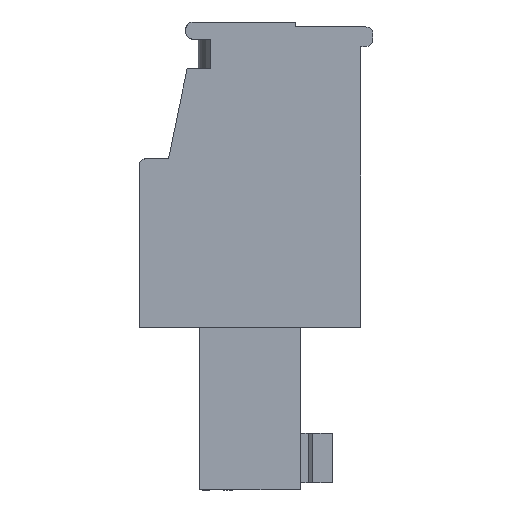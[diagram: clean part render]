
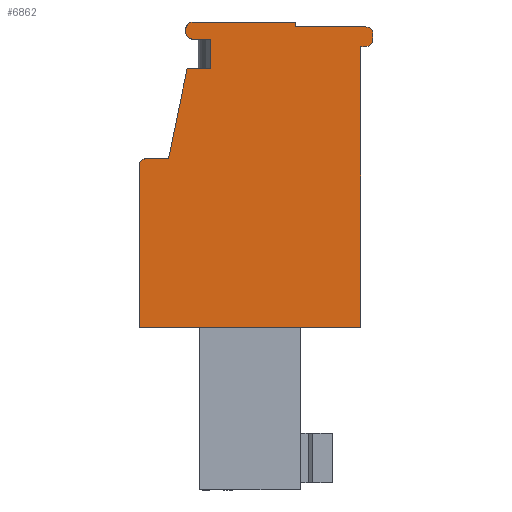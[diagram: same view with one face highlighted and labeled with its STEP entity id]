
A CAD part, front view. The second image highlights one B-rep face of the part: STEP entity #6862.
In plain terms, the highlighted planar face has unit normal (0, -1, 0).
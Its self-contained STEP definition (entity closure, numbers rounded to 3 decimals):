
#4112=CARTESIAN_POINT('',(4.5,-25.16,10.5));
#4113=VERTEX_POINT('',#4112);
#4120=CARTESIAN_POINT('',(4.5,-25.16,-0.9));
#4121=VERTEX_POINT('',#4120);
#4122=CARTESIAN_POINT('',(4.5,-25.16,10.5));
#4123=DIRECTION('',(0.,0.,-1.));
#4124=VECTOR('',#4123,11.4);
#4125=LINE('',#4122,#4124);
#4126=EDGE_CURVE('',#4113,#4121,#4125,.T.);
#6134=CARTESIAN_POINT('',(4.7,-25.16,10.5));
#6135=VERTEX_POINT('',#6134);
#6142=CARTESIAN_POINT('',(4.7,-25.16,10.5));
#6143=DIRECTION('',(-1.,0.,0.));
#6144=VECTOR('',#6143,0.2);
#6145=LINE('',#6142,#6144);
#6146=EDGE_CURVE('',#6135,#4113,#6145,.T.);
#6709=CARTESIAN_POINT('',(0.225,-25.16,5.3));
#6710=DIRECTION('',(1.,0.,0.));
#6711=DIRECTION('',(0.,-1.,0.));
#6712=AXIS2_PLACEMENT_3D('',#6709,#6711,#6710);
#6713=PLANE('',#6712);
#6714=ORIENTED_EDGE('',*,*,#6146,.F.);
#6715=CARTESIAN_POINT('',(5.,-25.16,10.8));
#6716=VERTEX_POINT('',#6715);
#6717=CARTESIAN_POINT('',(4.7,-25.16,10.8));
#6718=DIRECTION('',(0.,0.,-1.));
#6719=DIRECTION('',(0.,-1.,0.));
#6720=AXIS2_PLACEMENT_3D('',#6717,#6719,#6718);
#6721=CIRCLE('',#6720,0.3);
#6722=EDGE_CURVE('',#6135,#6716,#6721,.T.);
#6723=ORIENTED_EDGE('',*,*,#6722,.T.);
#6724=CARTESIAN_POINT('',(5.,-25.16,11.));
#6725=VERTEX_POINT('',#6724);
#6726=CARTESIAN_POINT('',(5.,-25.16,10.8));
#6727=DIRECTION('',(0.,0.,1.));
#6728=VECTOR('',#6727,0.2);
#6729=LINE('',#6726,#6728);
#6730=EDGE_CURVE('',#6716,#6725,#6729,.T.);
#6731=ORIENTED_EDGE('',*,*,#6730,.T.);
#6732=CARTESIAN_POINT('',(4.7,-25.16,11.3));
#6733=VERTEX_POINT('',#6732);
#6734=CARTESIAN_POINT('',(4.7,-25.16,11.));
#6735=DIRECTION('',(1.,0.,0.));
#6736=DIRECTION('',(0.,-1.,0.));
#6737=AXIS2_PLACEMENT_3D('',#6734,#6736,#6735);
#6738=CIRCLE('',#6737,0.3);
#6739=EDGE_CURVE('',#6725,#6733,#6738,.T.);
#6740=ORIENTED_EDGE('',*,*,#6739,.T.);
#6741=CARTESIAN_POINT('',(1.85,-25.16,11.3));
#6742=VERTEX_POINT('',#6741);
#6743=CARTESIAN_POINT('',(4.7,-25.16,11.3));
#6744=DIRECTION('',(-1.,0.,0.));
#6745=VECTOR('',#6744,2.85);
#6746=LINE('',#6743,#6745);
#6747=EDGE_CURVE('',#6733,#6742,#6746,.T.);
#6748=ORIENTED_EDGE('',*,*,#6747,.T.);
#6749=CARTESIAN_POINT('',(1.85,-25.16,11.5));
#6750=VERTEX_POINT('',#6749);
#6751=CARTESIAN_POINT('',(1.85,-25.16,11.3));
#6752=DIRECTION('',(0.,0.,1.));
#6753=VECTOR('',#6752,0.2);
#6754=LINE('',#6751,#6753);
#6755=EDGE_CURVE('',#6742,#6750,#6754,.T.);
#6756=ORIENTED_EDGE('',*,*,#6755,.T.);
#6757=CARTESIAN_POINT('',(-2.3,-25.16,11.5));
#6758=VERTEX_POINT('',#6757);
#6759=CARTESIAN_POINT('',(1.85,-25.16,11.5));
#6760=DIRECTION('',(-1.,0.,0.));
#6761=VECTOR('',#6760,4.15);
#6762=LINE('',#6759,#6761);
#6763=EDGE_CURVE('',#6750,#6758,#6762,.T.);
#6764=ORIENTED_EDGE('',*,*,#6763,.T.);
#6765=CARTESIAN_POINT('',(-2.6,-25.16,11.2));
#6766=VERTEX_POINT('',#6765);
#6767=CARTESIAN_POINT('',(-2.3,-25.16,11.5));
#6768=CARTESIAN_POINT('',(-2.6,-25.16,11.5));
#6769=CARTESIAN_POINT('',(-2.6,-25.16,11.2));
#6770=(BOUNDED_CURVE()B_SPLINE_CURVE(2,(#6767,#6768,#6769),.UNSPECIFIED.,.F.,.U.)B_SPLINE_CURVE_WITH_KNOTS((3,3),(0.,1.),.UNSPECIFIED.)CURVE()GEOMETRIC_REPRESENTATION_ITEM()RATIONAL_B_SPLINE_CURVE((1.,0.707,1.))REPRESENTATION_ITEM(''));
#6771=EDGE_CURVE('',#6758,#6766,#6770,.T.);
#6772=ORIENTED_EDGE('',*,*,#6771,.T.);
#6773=CARTESIAN_POINT('',(-2.6,-25.16,11.1));
#6774=VERTEX_POINT('',#6773);
#6775=CARTESIAN_POINT('',(-2.6,-25.16,11.2));
#6776=DIRECTION('',(0.,0.,-1.));
#6777=VECTOR('',#6776,0.1);
#6778=LINE('',#6775,#6777);
#6779=EDGE_CURVE('',#6766,#6774,#6778,.T.);
#6780=ORIENTED_EDGE('',*,*,#6779,.T.);
#6781=CARTESIAN_POINT('',(-2.36,-25.16,10.806));
#6782=VERTEX_POINT('',#6781);
#6783=CARTESIAN_POINT('',(-2.6,-25.16,11.1));
#6784=CARTESIAN_POINT('',(-2.6,-25.16,10.855));
#6785=CARTESIAN_POINT('',(-2.36,-25.16,10.806));
#6786=(BOUNDED_CURVE()B_SPLINE_CURVE(2,(#6783,#6784,#6785),.UNSPECIFIED.,.F.,.U.)B_SPLINE_CURVE_WITH_KNOTS((3,3),(0.,1.),.UNSPECIFIED.)CURVE()GEOMETRIC_REPRESENTATION_ITEM()RATIONAL_B_SPLINE_CURVE((0.93,0.748,1.))REPRESENTATION_ITEM(''));
#6787=EDGE_CURVE('',#6774,#6782,#6786,.T.);
#6788=ORIENTED_EDGE('',*,*,#6787,.T.);
#6789=CARTESIAN_POINT('',(-2.332,-25.16,10.8));
#6790=VERTEX_POINT('',#6789);
#6791=CARTESIAN_POINT('',(-2.36,-25.16,10.806));
#6792=DIRECTION('',(0.979,0.,-0.202));
#6793=VECTOR('',#6792,0.028);
#6794=LINE('',#6791,#6793);
#6795=EDGE_CURVE('',#6782,#6790,#6794,.T.);
#6796=ORIENTED_EDGE('',*,*,#6795,.T.);
#6797=CARTESIAN_POINT('',(-1.6,-25.16,10.8));
#6798=VERTEX_POINT('',#6797);
#6799=CARTESIAN_POINT('',(-2.332,-25.16,10.8));
#6800=DIRECTION('',(1.,0.,0.));
#6801=VECTOR('',#6800,0.733);
#6802=LINE('',#6799,#6801);
#6803=EDGE_CURVE('',#6790,#6798,#6802,.T.);
#6804=ORIENTED_EDGE('',*,*,#6803,.T.);
#6805=CARTESIAN_POINT('',(-1.6,-25.16,9.6));
#6806=VERTEX_POINT('',#6805);
#6807=CARTESIAN_POINT('',(-1.6,-25.16,10.8));
#6808=DIRECTION('',(0.,0.,-1.));
#6809=VECTOR('',#6808,1.2);
#6810=LINE('',#6807,#6809);
#6811=EDGE_CURVE('',#6798,#6806,#6810,.T.);
#6812=ORIENTED_EDGE('',*,*,#6811,.T.);
#6813=CARTESIAN_POINT('',(-2.546,-25.16,9.6));
#6814=VERTEX_POINT('',#6813);
#6815=CARTESIAN_POINT('',(-1.6,-25.16,9.6));
#6816=DIRECTION('',(-1.,0.,0.));
#6817=VECTOR('',#6816,0.946);
#6818=LINE('',#6815,#6817);
#6819=EDGE_CURVE('',#6806,#6814,#6818,.T.);
#6820=ORIENTED_EDGE('',*,*,#6819,.T.);
#6821=CARTESIAN_POINT('',(-3.3,-25.16,5.95));
#6822=VERTEX_POINT('',#6821);
#6823=CARTESIAN_POINT('',(-2.546,-25.16,9.6));
#6824=DIRECTION('',(-0.202,0.,-0.979));
#6825=VECTOR('',#6824,3.727);
#6826=LINE('',#6823,#6825);
#6827=EDGE_CURVE('',#6814,#6822,#6826,.T.);
#6828=ORIENTED_EDGE('',*,*,#6827,.T.);
#6829=CARTESIAN_POINT('',(-4.2,-25.16,5.95));
#6830=VERTEX_POINT('',#6829);
#6831=CARTESIAN_POINT('',(-3.3,-25.16,5.95));
#6832=DIRECTION('',(-1.,0.,0.));
#6833=VECTOR('',#6832,0.9);
#6834=LINE('',#6831,#6833);
#6835=EDGE_CURVE('',#6822,#6830,#6834,.T.);
#6836=ORIENTED_EDGE('',*,*,#6835,.T.);
#6837=CARTESIAN_POINT('',(-4.5,-25.16,5.65));
#6838=VERTEX_POINT('',#6837);
#6839=CARTESIAN_POINT('',(-4.2,-25.16,5.95));
#6840=CARTESIAN_POINT('',(-4.5,-25.16,5.95));
#6841=CARTESIAN_POINT('',(-4.5,-25.16,5.65));
#6842=(BOUNDED_CURVE()B_SPLINE_CURVE(2,(#6839,#6840,#6841),.UNSPECIFIED.,.F.,.U.)B_SPLINE_CURVE_WITH_KNOTS((3,3),(0.,1.),.UNSPECIFIED.)CURVE()GEOMETRIC_REPRESENTATION_ITEM()RATIONAL_B_SPLINE_CURVE((1.,0.707,1.))REPRESENTATION_ITEM(''));
#6843=EDGE_CURVE('',#6830,#6838,#6842,.T.);
#6844=ORIENTED_EDGE('',*,*,#6843,.T.);
#6845=CARTESIAN_POINT('',(-4.5,-25.16,-0.9));
#6846=VERTEX_POINT('',#6845);
#6847=CARTESIAN_POINT('',(-4.5,-25.16,5.65));
#6848=DIRECTION('',(0.,0.,-1.));
#6849=VECTOR('',#6848,6.55);
#6850=LINE('',#6847,#6849);
#6851=EDGE_CURVE('',#6838,#6846,#6850,.T.);
#6852=ORIENTED_EDGE('',*,*,#6851,.T.);
#6853=CARTESIAN_POINT('',(-4.5,-25.16,-0.9));
#6854=DIRECTION('',(1.,0.,0.));
#6855=VECTOR('',#6854,9.);
#6856=LINE('',#6853,#6855);
#6857=EDGE_CURVE('',#6846,#4121,#6856,.T.);
#6858=ORIENTED_EDGE('',*,*,#6857,.T.);
#6859=ORIENTED_EDGE('',*,*,#4126,.F.);
#6860=EDGE_LOOP('',(#6714,#6723,#6731,#6740,#6748,#6756,#6764,#6772,#6780,#6788,#6796,#6804,#6812,#6820,#6828,#6836,#6844,#6852,#6858,#6859));
#6861=FACE_OUTER_BOUND('',#6860,.T.);
#6862=ADVANCED_FACE('',(#6861),#6713,.T.);
